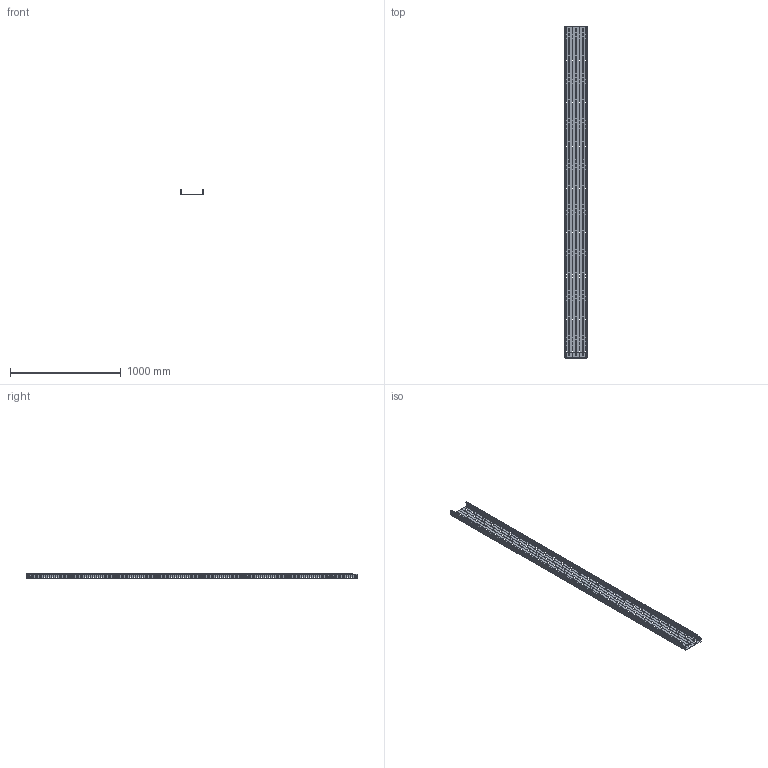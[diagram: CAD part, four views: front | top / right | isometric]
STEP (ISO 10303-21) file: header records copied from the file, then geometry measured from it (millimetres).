
FILE_DESCRIPTION(/* description */ (''),/* implementation_level */ '2;1');
FILE_NAME(/* name */ 'KCL200H50_3N.stp',/* time_stamp */ '2020-03-24T11:32:49+01:00',/* author */ ('stanislaw.luczak'),/* organization */ (''),/* preprocessor_version */ 'ST-DEVELOPER v18',/* originating_system */ 'Autodesk Inventor 2020',/* authorisation */ '');
FILE_SCHEMA (('AUTOMOTIVE_DESIGN { 1 0 10303 214 3 1 1 }'));
Products named in the file (1): 200H60N_KGJ_3M
Bounding box: 201.4 x 3000 x 50.67 mm (x, y, z)
Volume: 564788.7 mm3; surface area: 1652896.2 mm2
Topology: 1 solids, 1 shells, 3733 faces, 11219 edges, 7466 vertices
Faces by surface type: cylinder 1879, plane 1846, torus 6, bspline 2
Entity records: 130860 total; most frequent: CARTESIAN_POINT 22743, ORIENTED_EDGE 22438, DIRECTION 22385, EDGE_CURVE 11219, AXIS2_PLACEMENT_3D 7478, VERTEX_POINT 7466, LINE 7429, VECTOR 7429
